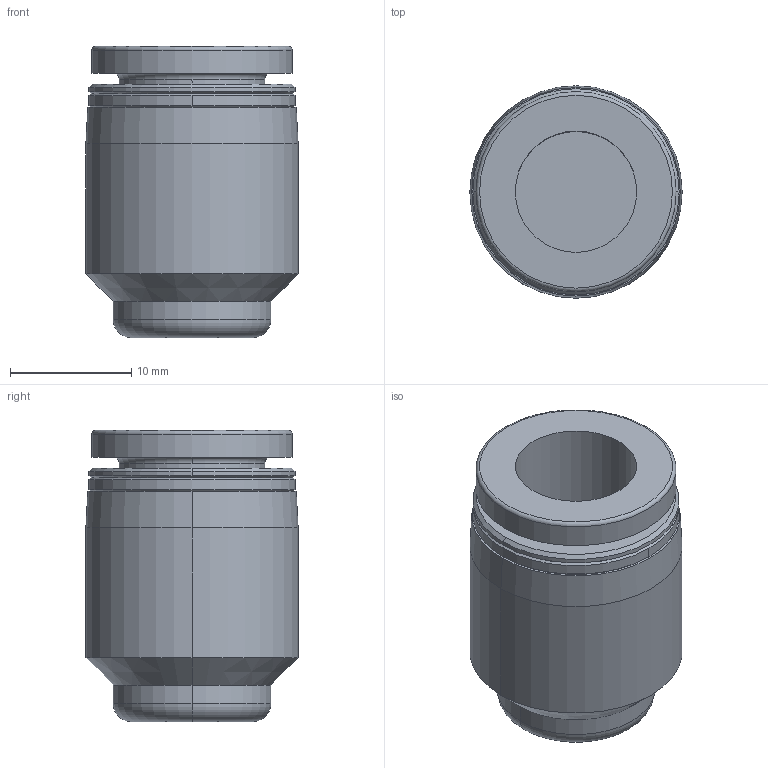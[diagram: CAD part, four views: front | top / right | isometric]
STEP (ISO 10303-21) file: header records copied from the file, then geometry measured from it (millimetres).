
FILE_DESCRIPTION(/* description */ (''),/* implementation_level */ '2;1');
FILE_NAME(/* name */ 'PPF10.stp',/* time_stamp */ '2025-02-10T16:06:36-05:00',/* author */ ('esanner'),/* organization */ (''),/* preprocessor_version */ 'ST-DEVELOPER v19',/* originating_system */ 'AutoCAD Mechanical',/* authorisation */ '');
FILE_SCHEMA (('AUTOMOTIVE_DESIGN { 1 0 10303 214 3 1 1 }'));
Length unit declared in the file: millimetre
Products named in the file (1): Product
Bounding box: 17.5 x 17.5 x 24 mm (x, y, z)
Volume: 3321 mm3; surface area: 2518.5 mm2
Topology: 1 solids, 1 shells, 35 faces, 74 edges, 45 vertices
Faces by surface type: cylinder 12, cone 12, plane 6, torus 5
Full cylindrical faces by diameter (mm): 10 x1, 16.5 x1
Entity records: 975 total; most frequent: DIRECTION 194, CARTESIAN_POINT 155, ORIENTED_EDGE 148, AXIS2_PLACEMENT_3D 84, EDGE_CURVE 74, CIRCLE 48, VERTEX_POINT 45, EDGE_LOOP 39
